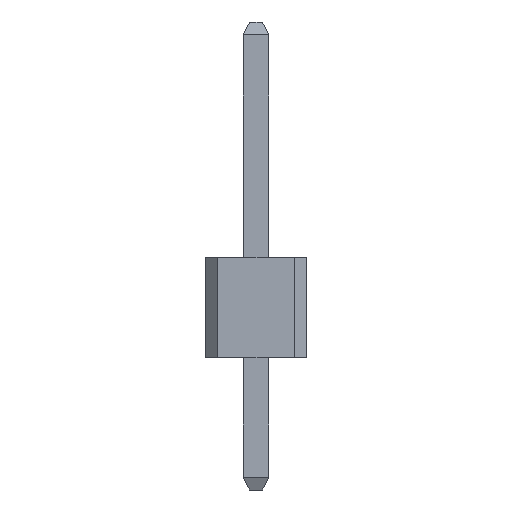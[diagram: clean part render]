
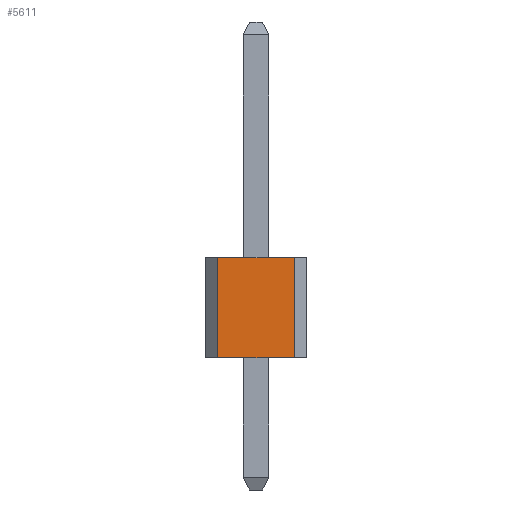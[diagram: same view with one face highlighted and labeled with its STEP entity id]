
A CAD part, left-side view. The second image highlights one B-rep face of the part: STEP entity #5611.
In plain terms, the highlighted planar face has unit normal (-1, 0, 0).
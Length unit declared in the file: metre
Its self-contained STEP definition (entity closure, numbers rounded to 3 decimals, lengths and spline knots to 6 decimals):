
#1036=ORIENTED_EDGE('',*,*,#2076,.T.);
#1037=ORIENTED_EDGE('',*,*,#2077,.T.);
#1038=ORIENTED_EDGE('',*,*,#2078,.F.);
#1039=ORIENTED_EDGE('',*,*,#2079,.T.);
#2076=EDGE_CURVE('',#2644,#2645,#3308,.T.);
#2077=EDGE_CURVE('',#2645,#2646,#3309,.T.);
#2078=EDGE_CURVE('',#2647,#2646,#3310,.T.);
#2079=EDGE_CURVE('',#2647,#2644,#3311,.T.);
#2644=VERTEX_POINT('',#8923);
#2645=VERTEX_POINT('',#8924);
#2646=VERTEX_POINT('',#8926);
#2647=VERTEX_POINT('',#8928);
#3308=LINE('',#8922,#4068);
#3309=LINE('',#8925,#4069);
#3310=LINE('',#8927,#4070);
#3311=LINE('',#8929,#4071);
#4068=VECTOR('',#7399,1.);
#4069=VECTOR('',#7400,1.);
#4070=VECTOR('',#7401,1.);
#4071=VECTOR('',#7402,1.);
#4585=EDGE_LOOP('',(#1036,#1037,#1038,#1039));
#4927=FACE_BOUND('',#4585,.T.);
#5269=PLANE('',#6278);
#5611=ADVANCED_FACE('',(#4927),#5269,.F.);
#6278=AXIS2_PLACEMENT_3D('',#8921,#7397,#7398);
#7397=DIRECTION('',(1.,0.,0.));
#7398=DIRECTION('',(0.,0.,-1.));
#7399=DIRECTION('',(0.,-1.,0.));
#7400=DIRECTION('',(0.,0.,1.));
#7401=DIRECTION('',(0.,-1.,0.));
#7402=DIRECTION('',(0.,0.,-1.));
#8921=CARTESIAN_POINT('',(-0.00127,0.,0.0025));
#8922=CARTESIAN_POINT('',(-0.00127,0.,0.));
#8923=CARTESIAN_POINT('',(-0.00127,0.00095,0.));
#8924=CARTESIAN_POINT('',(-0.00127,-0.00095,0.));
#8925=CARTESIAN_POINT('',(-0.00127,-0.00095,0.0025));
#8926=CARTESIAN_POINT('',(-0.00127,-0.00095,0.0025));
#8927=CARTESIAN_POINT('',(-0.00127,0.,0.0025));
#8928=CARTESIAN_POINT('',(-0.00127,0.00095,0.0025));
#8929=CARTESIAN_POINT('',(-0.00127,0.00095,0.));
